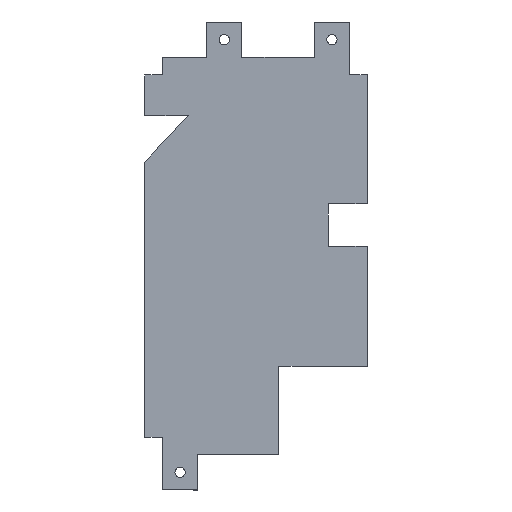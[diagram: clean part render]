
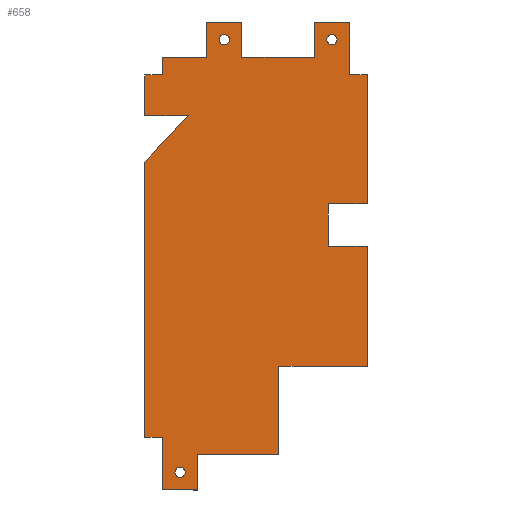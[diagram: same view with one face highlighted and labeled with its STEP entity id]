
A CAD part, top view. The second image highlights one B-rep face of the part: STEP entity #658.
In plain terms, the highlighted planar face has unit normal (0, 0, 1).
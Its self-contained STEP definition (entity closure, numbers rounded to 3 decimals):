
#18=FACE_BOUND('',#117,.T.);
#19=FACE_BOUND('',#118,.T.);
#20=FACE_BOUND('',#119,.T.);
#49=PLANE('',#710);
#81=FACE_OUTER_BOUND('',#116,.T.);
#116=EDGE_LOOP('',(#594,#595,#596,#597,#598,#599,#600,#601,#602,#603,#604,
#605,#606,#607,#608,#609,#610,#611,#612,#613,#614,#615,#616,#617,#618,#619,
#620));
#117=EDGE_LOOP('',(#621));
#118=EDGE_LOOP('',(#622));
#119=EDGE_LOOP('',(#623));
#123=LINE('',#895,#207);
#127=LINE('',#903,#211);
#130=LINE('',#909,#214);
#133=LINE('',#915,#217);
#136=LINE('',#921,#220);
#139=LINE('',#927,#223);
#142=LINE('',#933,#226);
#145=LINE('',#939,#229);
#148=LINE('',#945,#232);
#151=LINE('',#951,#235);
#154=LINE('',#957,#238);
#157=LINE('',#963,#241);
#160=LINE('',#969,#244);
#163=LINE('',#975,#247);
#166=LINE('',#981,#250);
#169=LINE('',#987,#253);
#172=LINE('',#993,#256);
#175=LINE('',#999,#259);
#178=LINE('',#1005,#262);
#181=LINE('',#1011,#265);
#184=LINE('',#1017,#268);
#187=LINE('',#1023,#271);
#190=LINE('',#1029,#274);
#193=LINE('',#1035,#277);
#196=LINE('',#1041,#280);
#199=LINE('',#1047,#283);
#202=LINE('',#1052,#286);
#207=VECTOR('',#736,10.);
#211=VECTOR('',#742,10.);
#214=VECTOR('',#747,10.);
#217=VECTOR('',#752,10.);
#220=VECTOR('',#757,10.);
#223=VECTOR('',#762,10.);
#226=VECTOR('',#767,10.);
#229=VECTOR('',#772,10.);
#232=VECTOR('',#777,10.);
#235=VECTOR('',#782,10.);
#238=VECTOR('',#787,10.);
#241=VECTOR('',#792,10.);
#244=VECTOR('',#797,10.);
#247=VECTOR('',#802,10.);
#250=VECTOR('',#807,10.);
#253=VECTOR('',#812,10.);
#256=VECTOR('',#817,10.);
#259=VECTOR('',#822,10.);
#262=VECTOR('',#827,10.);
#265=VECTOR('',#832,10.);
#268=VECTOR('',#837,10.);
#271=VECTOR('',#842,10.);
#274=VECTOR('',#847,10.);
#277=VECTOR('',#852,10.);
#280=VECTOR('',#857,10.);
#283=VECTOR('',#862,10.);
#286=VECTOR('',#867,10.);
#289=CIRCLE('',#675,2.9);
#291=CIRCLE('',#678,2.9);
#293=CIRCLE('',#681,2.9);
#295=VERTEX_POINT('',#877);
#297=VERTEX_POINT('',#883);
#299=VERTEX_POINT('',#889);
#300=VERTEX_POINT('',#893);
#301=VERTEX_POINT('',#894);
#304=VERTEX_POINT('',#902);
#306=VERTEX_POINT('',#908);
#308=VERTEX_POINT('',#914);
#310=VERTEX_POINT('',#920);
#312=VERTEX_POINT('',#926);
#314=VERTEX_POINT('',#932);
#316=VERTEX_POINT('',#938);
#318=VERTEX_POINT('',#944);
#320=VERTEX_POINT('',#950);
#322=VERTEX_POINT('',#956);
#324=VERTEX_POINT('',#962);
#326=VERTEX_POINT('',#968);
#328=VERTEX_POINT('',#974);
#330=VERTEX_POINT('',#980);
#332=VERTEX_POINT('',#986);
#334=VERTEX_POINT('',#992);
#336=VERTEX_POINT('',#998);
#338=VERTEX_POINT('',#1004);
#340=VERTEX_POINT('',#1010);
#342=VERTEX_POINT('',#1016);
#344=VERTEX_POINT('',#1022);
#346=VERTEX_POINT('',#1028);
#348=VERTEX_POINT('',#1034);
#350=VERTEX_POINT('',#1040);
#352=VERTEX_POINT('',#1046);
#356=EDGE_CURVE('',#295,#295,#289,.T.);
#359=EDGE_CURVE('',#297,#297,#291,.T.);
#362=EDGE_CURVE('',#299,#299,#293,.T.);
#363=EDGE_CURVE('',#300,#301,#123,.T.);
#367=EDGE_CURVE('',#301,#304,#127,.T.);
#370=EDGE_CURVE('',#304,#306,#130,.T.);
#373=EDGE_CURVE('',#306,#308,#133,.T.);
#376=EDGE_CURVE('',#308,#310,#136,.T.);
#379=EDGE_CURVE('',#310,#312,#139,.T.);
#382=EDGE_CURVE('',#312,#314,#142,.T.);
#385=EDGE_CURVE('',#314,#316,#145,.T.);
#388=EDGE_CURVE('',#316,#318,#148,.T.);
#391=EDGE_CURVE('',#318,#320,#151,.T.);
#394=EDGE_CURVE('',#320,#322,#154,.T.);
#397=EDGE_CURVE('',#322,#324,#157,.T.);
#400=EDGE_CURVE('',#324,#326,#160,.T.);
#403=EDGE_CURVE('',#326,#328,#163,.T.);
#406=EDGE_CURVE('',#328,#330,#166,.T.);
#409=EDGE_CURVE('',#330,#332,#169,.T.);
#412=EDGE_CURVE('',#332,#334,#172,.T.);
#415=EDGE_CURVE('',#334,#336,#175,.T.);
#418=EDGE_CURVE('',#336,#338,#178,.T.);
#421=EDGE_CURVE('',#338,#340,#181,.T.);
#424=EDGE_CURVE('',#340,#342,#184,.T.);
#427=EDGE_CURVE('',#342,#344,#187,.T.);
#430=EDGE_CURVE('',#344,#346,#190,.T.);
#433=EDGE_CURVE('',#346,#348,#193,.T.);
#436=EDGE_CURVE('',#348,#350,#196,.T.);
#439=EDGE_CURVE('',#350,#352,#199,.T.);
#442=EDGE_CURVE('',#352,#300,#202,.T.);
#594=ORIENTED_EDGE('',*,*,#442,.T.);
#595=ORIENTED_EDGE('',*,*,#363,.T.);
#596=ORIENTED_EDGE('',*,*,#367,.T.);
#597=ORIENTED_EDGE('',*,*,#370,.T.);
#598=ORIENTED_EDGE('',*,*,#373,.T.);
#599=ORIENTED_EDGE('',*,*,#376,.T.);
#600=ORIENTED_EDGE('',*,*,#379,.T.);
#601=ORIENTED_EDGE('',*,*,#382,.T.);
#602=ORIENTED_EDGE('',*,*,#385,.T.);
#603=ORIENTED_EDGE('',*,*,#388,.T.);
#604=ORIENTED_EDGE('',*,*,#391,.T.);
#605=ORIENTED_EDGE('',*,*,#394,.T.);
#606=ORIENTED_EDGE('',*,*,#397,.T.);
#607=ORIENTED_EDGE('',*,*,#400,.T.);
#608=ORIENTED_EDGE('',*,*,#403,.T.);
#609=ORIENTED_EDGE('',*,*,#406,.T.);
#610=ORIENTED_EDGE('',*,*,#409,.T.);
#611=ORIENTED_EDGE('',*,*,#412,.T.);
#612=ORIENTED_EDGE('',*,*,#415,.T.);
#613=ORIENTED_EDGE('',*,*,#418,.T.);
#614=ORIENTED_EDGE('',*,*,#421,.T.);
#615=ORIENTED_EDGE('',*,*,#424,.T.);
#616=ORIENTED_EDGE('',*,*,#427,.T.);
#617=ORIENTED_EDGE('',*,*,#430,.T.);
#618=ORIENTED_EDGE('',*,*,#433,.T.);
#619=ORIENTED_EDGE('',*,*,#436,.T.);
#620=ORIENTED_EDGE('',*,*,#439,.T.);
#621=ORIENTED_EDGE('',*,*,#362,.F.);
#622=ORIENTED_EDGE('',*,*,#359,.F.);
#623=ORIENTED_EDGE('',*,*,#356,.F.);
#658=ADVANCED_FACE('',(#81,#18,#19,#20),#49,.F.);
#675=AXIS2_PLACEMENT_3D('',#879,#718,#719);
#678=AXIS2_PLACEMENT_3D('',#885,#725,#726);
#681=AXIS2_PLACEMENT_3D('',#891,#732,#733);
#710=AXIS2_PLACEMENT_3D('',#1055,#871,#872);
#718=DIRECTION('center_axis',(0.,0.,
1.));
#719=DIRECTION('ref_axis',(-1.,0.,0.));
#725=DIRECTION('center_axis',(0.,0.,
1.));
#726=DIRECTION('ref_axis',(-1.,0.,0.));
#732=DIRECTION('center_axis',(0.,0.,
1.));
#733=DIRECTION('ref_axis',(-1.,0.,0.));
#736=DIRECTION('',(-1.,0.,0.));
#742=DIRECTION('',(0.,1.,0.));
#747=DIRECTION('',(1.,0.,0.));
#752=DIRECTION('',(0.,1.,0.));
#757=DIRECTION('',(-1.,0.,0.));
#762=DIRECTION('',(0.,1.,0.));
#767=DIRECTION('',(-1.,0.,0.));
#772=DIRECTION('',(0.,-1.,0.));
#777=DIRECTION('',(-1.,0.,0.));
#782=DIRECTION('',(0.,1.,0.));
#787=DIRECTION('',(-1.,0.,0.));
#792=DIRECTION('',(0.,-1.,0.));
#797=DIRECTION('',(-1.,0.,0.));
#802=DIRECTION('',(0.,-1.,0.));
#807=DIRECTION('',(-1.,0.,0.));
#812=DIRECTION('',(0.,-1.,0.));
#817=DIRECTION('',(1.,0.,0.));
#822=DIRECTION('',(-0.685,-0.728,0.));
#827=DIRECTION('',(0.,-1.,0.));
#832=DIRECTION('',(1.,0.,0.));
#837=DIRECTION('',(0.,-1.,0.));
#842=DIRECTION('',(1.,0.,0.));
#847=DIRECTION('',(0.,1.,0.));
#852=DIRECTION('',(1.,0.,0.));
#857=DIRECTION('',(0.,1.,0.));
#862=DIRECTION('',(1.,0.,0.));
#867=DIRECTION('',(0.,1.,0.));
#871=DIRECTION('center_axis',(0.,0.,
-1.));
#872=DIRECTION('ref_axis',(-1.,0.,0.));
#877=CARTESIAN_POINT('',(412.253,255.,300.));
#879=CARTESIAN_POINT('Origin',(409.353,255.,300.));
#883=CARTESIAN_POINT('',(473.253,255.,300.));
#885=CARTESIAN_POINT('Origin',(470.353,255.,300.));
#889=CARTESIAN_POINT('',(387.253,10.,300.));
#891=CARTESIAN_POINT('Origin',(384.353,10.,300.));
#893=CARTESIAN_POINT('',(490.353,138.,300.));
#894=CARTESIAN_POINT('',(468.353,138.,300.));
#895=CARTESIAN_POINT('',(490.353,138.,300.));
#902=CARTESIAN_POINT('',(468.353,162.,300.));
#903=CARTESIAN_POINT('',(468.353,138.,300.));
#908=CARTESIAN_POINT('',(490.353,162.,300.));
#909=CARTESIAN_POINT('',(468.353,162.,300.));
#914=CARTESIAN_POINT('',(490.353,235.,300.));
#915=CARTESIAN_POINT('',(490.353,162.,300.));
#920=CARTESIAN_POINT('',(480.353,235.,300.));
#921=CARTESIAN_POINT('',(490.353,235.,300.));
#926=CARTESIAN_POINT('',(480.353,265.,300.));
#927=CARTESIAN_POINT('',(480.353,235.,300.));
#932=CARTESIAN_POINT('',(460.353,265.,300.));
#933=CARTESIAN_POINT('',(480.353,265.,300.));
#938=CARTESIAN_POINT('',(460.353,245.,300.));
#939=CARTESIAN_POINT('',(460.353,265.,300.));
#944=CARTESIAN_POINT('',(419.353,245.,300.));
#945=CARTESIAN_POINT('',(460.353,245.,300.));
#950=CARTESIAN_POINT('',(419.353,265.,300.));
#951=CARTESIAN_POINT('',(419.353,245.,300.));
#956=CARTESIAN_POINT('',(399.353,265.,300.));
#957=CARTESIAN_POINT('',(419.353,265.,300.));
#962=CARTESIAN_POINT('',(399.353,245.,300.));
#963=CARTESIAN_POINT('',(399.353,265.,300.));
#968=CARTESIAN_POINT('',(374.353,245.,300.));
#969=CARTESIAN_POINT('',(399.353,245.,300.));
#974=CARTESIAN_POINT('',(374.353,235.,300.));
#975=CARTESIAN_POINT('',(374.353,245.,300.));
#980=CARTESIAN_POINT('',(364.353,235.,300.));
#981=CARTESIAN_POINT('',(374.353,235.,300.));
#986=CARTESIAN_POINT('',(364.353,211.905,300.));
#987=CARTESIAN_POINT('',(364.353,235.,300.));
#992=CARTESIAN_POINT('',(389.013,211.905,300.));
#993=CARTESIAN_POINT('',(364.353,211.905,300.));
#998=CARTESIAN_POINT('',(364.353,185.703,300.));
#999=CARTESIAN_POINT('',(389.013,211.905,300.));
#1004=CARTESIAN_POINT('',(364.353,30.,300.));
#1005=CARTESIAN_POINT('',(364.353,185.703,300.));
#1010=CARTESIAN_POINT('',(374.353,30.,300.));
#1011=CARTESIAN_POINT('',(364.353,30.,300.));
#1016=CARTESIAN_POINT('',(374.353,0.,300.));
#1017=CARTESIAN_POINT('',(374.353,30.,300.));
#1022=CARTESIAN_POINT('',(394.353,0.,300.));
#1023=CARTESIAN_POINT('',(374.353,0.,300.));
#1028=CARTESIAN_POINT('',(394.353,20.,300.));
#1029=CARTESIAN_POINT('',(394.353,0.,300.));
#1034=CARTESIAN_POINT('',(440.353,20.,300.));
#1035=CARTESIAN_POINT('',(394.353,20.,300.));
#1040=CARTESIAN_POINT('',(440.353,70.,300.));
#1041=CARTESIAN_POINT('',(440.353,20.,300.));
#1046=CARTESIAN_POINT('',(490.353,70.,300.));
#1047=CARTESIAN_POINT('',(440.353,70.,300.));
#1052=CARTESIAN_POINT('',(490.353,30.,300.));
#1055=CARTESIAN_POINT('Origin',(427.353,132.5,300.));
